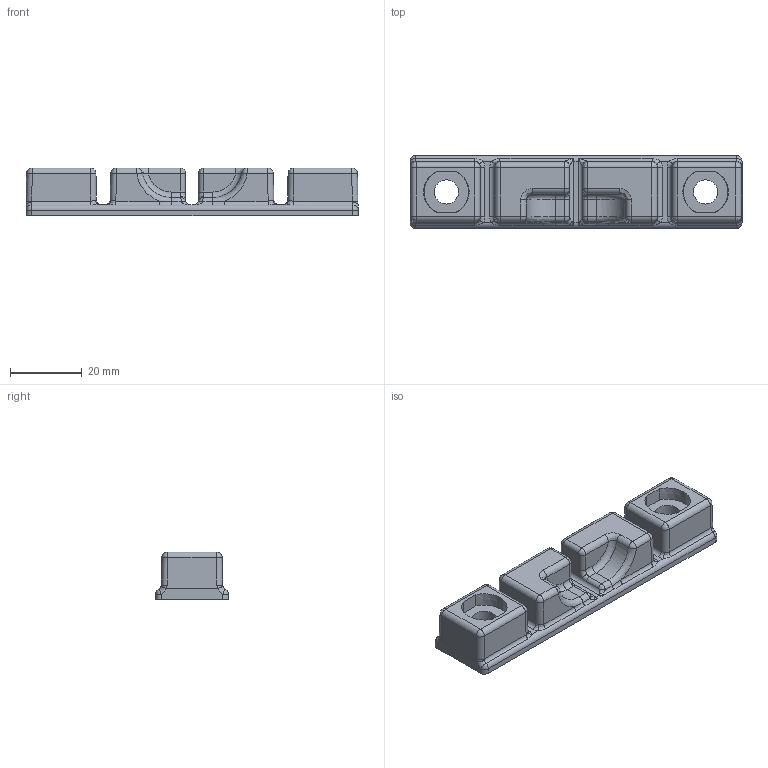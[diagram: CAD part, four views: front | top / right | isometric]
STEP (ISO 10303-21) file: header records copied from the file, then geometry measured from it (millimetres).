
FILE_DESCRIPTION(/* description */ (''),/* implementation_level */ '2;1');
FILE_NAME(/* name */ 'am-0477_Battery_Base.stp',/* time_stamp */ '2025-04-01T15:56:34-04:00',/* author */ ('slick'),/* organization */ (''),/* preprocessor_version */ 'ST-DEVELOPER v19.2',/* originating_system */ 'Autodesk Inventor 2023',/* authorisation */ '');
FILE_SCHEMA (('AUTOMOTIVE_DESIGN { 1 0 10303 214 3 1 1 }'));
Length unit declared in the file: inch
Products named in the file (1): am-0477_Battery_Base
Bounding box: 92.71 x 20.32 x 13.34 mm (x, y, z)
Volume: 16687 mm3; surface area: 7381.8 mm2
Topology: 1 solids, 1 shells, 192 faces, 450 edges, 244 vertices
Faces by surface type: cylinder 72, bspline 48, plane 38, sphere 18, torus 12, cone 4
Full cylindrical faces by diameter (mm): 6.756 x2
Entity records: 6426 total; most frequent: CARTESIAN_POINT 2265, ORIENTED_EDGE 864, DIRECTION 858, EDGE_CURVE 432, AXIS2_PLACEMENT_3D 353, VERTEX_POINT 244, EDGE_LOOP 198, FACE_OUTER_BOUND 192
